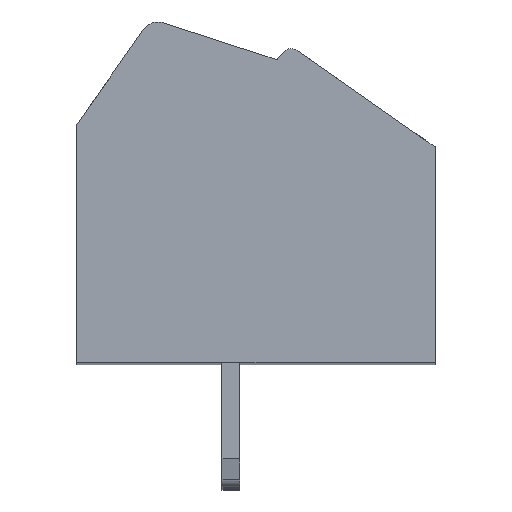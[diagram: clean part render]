
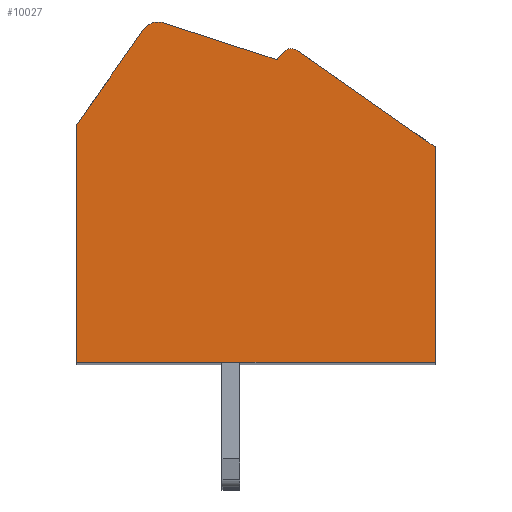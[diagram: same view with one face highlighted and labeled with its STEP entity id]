
A CAD part, top view. The second image highlights one B-rep face of the part: STEP entity #10027.
In plain terms, the highlighted planar face has unit normal (0, 0, 1).
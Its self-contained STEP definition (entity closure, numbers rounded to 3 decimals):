
#879=DIRECTION('',(-0.951,0.309,0.));
#880=VECTOR('',#879,3.333);
#881=CARTESIAN_POINT('',(0.588,3.695,1.75));
#882=LINE('',#881,#880);
#883=DIRECTION('',(-0.638,-0.77,0.));
#884=VECTOR('',#883,0.262);
#885=CARTESIAN_POINT('',(0.755,3.897,1.75));
#886=LINE('',#885,#884);
#887=CARTESIAN_POINT('',(0.986,3.706,1.75));
#888=DIRECTION('',(0.,0.,1.));
#889=DIRECTION('',(0.574,0.819,0.));
#890=AXIS2_PLACEMENT_3D('',#887,#888,#889);
#892=DIRECTION('',(-0.819,0.574,0.));
#893=VECTOR('',#892,4.691);
#894=CARTESIAN_POINT('',(5.,1.261,1.75));
#895=LINE('',#894,#893);
#896=DIRECTION('',(0.,1.,0.));
#897=VECTOR('',#896,6.011);
#898=CARTESIAN_POINT('',(5.,-4.75,1.75));
#899=LINE('',#898,#897);
#900=DIRECTION('',(1.,0.,0.));
#901=VECTOR('',#900,10.);
#902=CARTESIAN_POINT('',(-5.,-4.75,1.75));
#903=LINE('',#902,#901);
#904=DIRECTION('',(0.,-1.,0.));
#905=VECTOR('',#904,6.64);
#906=CARTESIAN_POINT('',(-5.,1.89,1.75));
#907=LINE('',#906,#905);
#908=DIRECTION('',(-0.574,-0.819,0.));
#909=VECTOR('',#908,3.231);
#910=CARTESIAN_POINT('',(-3.147,4.537,1.75));
#911=LINE('',#910,#909);
#912=CARTESIAN_POINT('',(-2.737,4.25,1.75));
#913=DIRECTION('',(0.,0.,1.));
#914=DIRECTION('',(0.309,0.951,0.));
#915=AXIS2_PLACEMENT_3D('',#912,#913,#914);
#7151=CARTESIAN_POINT('',(0.588,3.695,1.75));
#7152=CARTESIAN_POINT('',(-2.583,4.726,1.75));
#7153=VERTEX_POINT('',#7151);
#7154=VERTEX_POINT('',#7152);
#7155=CARTESIAN_POINT('',(-3.147,4.537,1.75));
#7156=VERTEX_POINT('',#7155);
#7157=CARTESIAN_POINT('',(-5.,1.89,1.75));
#7158=VERTEX_POINT('',#7157);
#7159=CARTESIAN_POINT('',(-5.,-4.75,1.75));
#7160=VERTEX_POINT('',#7159);
#7161=CARTESIAN_POINT('',(5.,-4.75,1.75));
#7162=VERTEX_POINT('',#7161);
#7163=CARTESIAN_POINT('',(5.,1.261,1.75));
#7164=VERTEX_POINT('',#7163);
#7165=CARTESIAN_POINT('',(1.158,3.951,1.75));
#7166=VERTEX_POINT('',#7165);
#7167=CARTESIAN_POINT('',(0.755,3.897,1.75));
#7168=VERTEX_POINT('',#7167);
#10011=CARTESIAN_POINT('',(0.,0.,1.75));
#10012=DIRECTION('',(0.,0.,1.));
#10013=DIRECTION('',(1.,0.,0.));
#10014=AXIS2_PLACEMENT_3D('',#10011,#10012,#10013);
#10015=PLANE('',#10014);
#10016=ORIENTED_EDGE('',*,*,#9341,.F.);
#10017=ORIENTED_EDGE('',*,*,#9356,.F.);
#10018=ORIENTED_EDGE('',*,*,#9370,.F.);
#10019=ORIENTED_EDGE('',*,*,#9384,.F.);
#10020=ORIENTED_EDGE('',*,*,#9518,.F.);
#10021=ORIENTED_EDGE('',*,*,#9652,.F.);
#10022=ORIENTED_EDGE('',*,*,#9786,.F.);
#10023=ORIENTED_EDGE('',*,*,#9920,.F.);
#10024=ORIENTED_EDGE('',*,*,#10005,.F.);
#10025=EDGE_LOOP('',(#10016,#10017,#10018,#10019,#10020,#10021,#10022,#10023,
#10024));
#10026=FACE_OUTER_BOUND('',#10025,.F.);
#891=CIRCLE('',#890,0.3);
#916=CIRCLE('',#915,0.5);
#9341=EDGE_CURVE('',#7153,#7154,#882,.T.);
#9356=EDGE_CURVE('',#7168,#7153,#886,.T.);
#9370=EDGE_CURVE('',#7166,#7168,#891,.T.);
#9384=EDGE_CURVE('',#7164,#7166,#895,.T.);
#9518=EDGE_CURVE('',#7162,#7164,#899,.T.);
#9652=EDGE_CURVE('',#7160,#7162,#903,.T.);
#9786=EDGE_CURVE('',#7158,#7160,#907,.T.);
#9920=EDGE_CURVE('',#7156,#7158,#911,.T.);
#10005=EDGE_CURVE('',#7154,#7156,#916,.T.);
#10027=ADVANCED_FACE('',(#10026),#10015,.T.);
